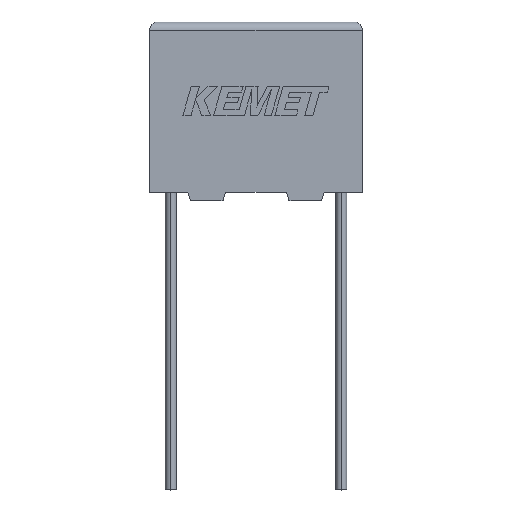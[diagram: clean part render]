
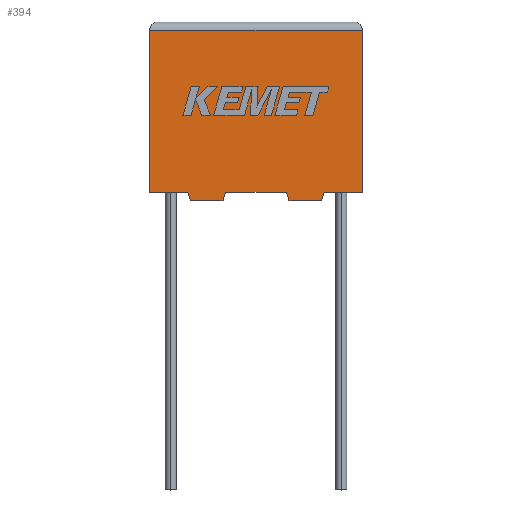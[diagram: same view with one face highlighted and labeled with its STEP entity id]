
A CAD part, top view. The second image highlights one B-rep face of the part: STEP entity #394.
In plain terms, the highlighted planar face has unit normal (0, 0, 1).
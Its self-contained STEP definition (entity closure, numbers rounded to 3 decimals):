
#83 = VERTEX_POINT ( 'NONE', #992 ) ;
#98 = VECTOR ( 'NONE', #723, 1000. ) ;
#142 = FACE_OUTER_BOUND ( 'NONE', #2907, .T. ) ;
#185 = CARTESIAN_POINT ( 'NONE',  ( 8.188, -0.5, 4.5 ) ) ;
#191 = VECTOR ( 'NONE', #646, 1000. ) ;
#192 = CARTESIAN_POINT ( 'NONE',  ( 2.25, 0., 4.5 ) ) ;
#252 = CARTESIAN_POINT ( 'NONE',  ( 8.037, 0., 4.5 ) ) ;
#313 = VECTOR ( 'NONE', #2982, 1000. ) ;
#332 = CARTESIAN_POINT ( 'NONE',  ( 0., 9.5, 4.5 ) ) ;
#371 = EDGE_CURVE ( 'NONE', #2597, #2711, #879, .T. ) ;
#382 = ORIENTED_EDGE ( 'NONE', *, *, #555, .T. ) ;
#394 = ADVANCED_FACE ( 'NONE', ( #142 ), #3114, .F. ) ;
#404 = VECTOR ( 'NONE', #1559, 1000. ) ;
#470 = LINE ( 'NONE', #1980, #313 ) ;
#504 = CARTESIAN_POINT ( 'NONE',  ( 10.1, -0.5, 4.5 ) ) ;
#510 = ORIENTED_EDGE ( 'NONE', *, *, #371, .T. ) ;
#555 = EDGE_CURVE ( 'NONE', #2711, #83, #764, .T. ) ;
#597 = VECTOR ( 'NONE', #2171, 1000. ) ;
#641 = EDGE_CURVE ( 'NONE', #2087, #737, #1107, .T. ) ;
#646 = DIRECTION ( 'NONE',  ( 1., 0., 0. ) ) ;
#661 = ORIENTED_EDGE ( 'NONE', *, *, #1815, .T. ) ;
#691 = DIRECTION ( 'NONE',  ( 1., 0., 0. ) ) ;
#701 = LINE ( 'NONE', #2008, #1369 ) ;
#723 = DIRECTION ( 'NONE',  ( 0., 1., 0. ) ) ;
#731 = EDGE_CURVE ( 'NONE', #1081, #1199, #1594, .T. ) ;
#736 = CARTESIAN_POINT ( 'NONE',  ( 4.313, -0.5, 4.5 ) ) ;
#737 = VERTEX_POINT ( 'NONE', #504 ) ;
#756 = CARTESIAN_POINT ( 'NONE',  ( 8.188, -0.5, 4.5 ) ) ;
#764 = LINE ( 'NONE', #192, #2033 ) ;
#778 = CARTESIAN_POINT ( 'NONE',  ( 4.463, 0., 4.5 ) ) ;
#828 = AXIS2_PLACEMENT_3D ( 'NONE', #842, #2606, #1358 ) ;
#842 = CARTESIAN_POINT ( 'NONE',  ( 0., 0., 4.5 ) ) ;
#879 = LINE ( 'NONE', #1337, #2434 ) ;
#891 = LINE ( 'NONE', #2693, #2837 ) ;
#910 = VECTOR ( 'NONE', #2011, 1000. ) ;
#930 = LINE ( 'NONE', #1640, #191 ) ;
#958 = VECTOR ( 'NONE', #1683, 1000. ) ;
#989 = CARTESIAN_POINT ( 'NONE',  ( 10.25, 0., 4.5 ) ) ;
#992 = CARTESIAN_POINT ( 'NONE',  ( 2.4, -0.5, 4.5 ) ) ;
#1062 = EDGE_CURVE ( 'NONE', #2549, #1199, #891, .T. ) ;
#1081 = VERTEX_POINT ( 'NONE', #185 ) ;
#1091 = LINE ( 'NONE', #1098, #597 ) ;
#1098 = CARTESIAN_POINT ( 'NONE',  ( 10.1, -0.5, 4.5 ) ) ;
#1107 = LINE ( 'NONE', #1719, #1670 ) ;
#1116 = CARTESIAN_POINT ( 'NONE',  ( 2.25, 0., 4.5 ) ) ;
#1160 = ORIENTED_EDGE ( 'NONE', *, *, #1062, .T. ) ;
#1164 = VERTEX_POINT ( 'NONE', #736 ) ;
#1199 = VERTEX_POINT ( 'NONE', #252 ) ;
#1212 = CARTESIAN_POINT ( 'NONE',  ( 12.5, 0., 4.5 ) ) ;
#1252 = DIRECTION ( 'NONE',  ( -0.287, -0.958, 0. ) ) ;
#1308 = ORIENTED_EDGE ( 'NONE', *, *, #2635, .F. ) ;
#1316 = LINE ( 'NONE', #3184, #958 ) ;
#1337 = CARTESIAN_POINT ( 'NONE',  ( 0., 0., 4.5 ) ) ;
#1344 = EDGE_CURVE ( 'NONE', #2578, #2597, #701, .T. ) ;
#1358 = DIRECTION ( 'NONE',  ( -1., 0., 0. ) ) ;
#1369 = VECTOR ( 'NONE', #2519, 1000. ) ;
#1559 = DIRECTION ( 'NONE',  ( -1., 0., 0. ) ) ;
#1594 = LINE ( 'NONE', #756, #910 ) ;
#1640 = CARTESIAN_POINT ( 'NONE',  ( 2.4, -0.5, 4.5 ) ) ;
#1643 = EDGE_CURVE ( 'NONE', #1164, #2549, #1316, .T. ) ;
#1670 = VECTOR ( 'NONE', #1252, 1000. ) ;
#1683 = DIRECTION ( 'NONE',  ( 0.287, 0.958, 0. ) ) ;
#1719 = CARTESIAN_POINT ( 'NONE',  ( 10.25, 0., 4.5 ) ) ;
#1734 = DIRECTION ( 'NONE',  ( 0.287, -0.958, 0. ) ) ;
#1815 = EDGE_CURVE ( 'NONE', #3247, #1911, #3132, .T. ) ;
#1911 = VERTEX_POINT ( 'NONE', #2026 ) ;
#1980 = CARTESIAN_POINT ( 'NONE',  ( 0., 0., 4.5 ) ) ;
#2008 = CARTESIAN_POINT ( 'NONE',  ( 0., 0., 4.5 ) ) ;
#2011 = DIRECTION ( 'NONE',  ( -0.287, 0.958, 0. ) ) ;
#2026 = CARTESIAN_POINT ( 'NONE',  ( 12.5, 9.5, 4.5 ) ) ;
#2033 = VECTOR ( 'NONE', #1734, 1000. ) ;
#2087 = VERTEX_POINT ( 'NONE', #989 ) ;
#2171 = DIRECTION ( 'NONE',  ( -1., 0., 0. ) ) ;
#2346 = CARTESIAN_POINT ( 'NONE',  ( 0., 0., 4.5 ) ) ;
#2434 = VECTOR ( 'NONE', #3129, 1000. ) ;
#2494 = ORIENTED_EDGE ( 'NONE', *, *, #3053, .T. ) ;
#2519 = DIRECTION ( 'NONE',  ( 0., -1., 0. ) ) ;
#2549 = VERTEX_POINT ( 'NONE', #778 ) ;
#2577 = CARTESIAN_POINT ( 'NONE',  ( 0., 9.5, 4.5 ) ) ;
#2578 = VERTEX_POINT ( 'NONE', #2577 ) ;
#2581 = ORIENTED_EDGE ( 'NONE', *, *, #731, .F. ) ;
#2596 = EDGE_CURVE ( 'NONE', #1911, #2578, #2847, .T. ) ;
#2597 = VERTEX_POINT ( 'NONE', #2346 ) ;
#2606 = DIRECTION ( 'NONE',  ( 0., 0., -1. ) ) ;
#2635 = EDGE_CURVE ( 'NONE', #737, #1081, #1091, .T. ) ;
#2636 = ORIENTED_EDGE ( 'NONE', *, *, #641, .F. ) ;
#2680 = ORIENTED_EDGE ( 'NONE', *, *, #2714, .T. ) ;
#2693 = CARTESIAN_POINT ( 'NONE',  ( 0., 0., 4.5 ) ) ;
#2711 = VERTEX_POINT ( 'NONE', #1116 ) ;
#2714 = EDGE_CURVE ( 'NONE', #83, #1164, #930, .T. ) ;
#2837 = VECTOR ( 'NONE', #691, 1000. ) ;
#2847 = LINE ( 'NONE', #332, #404 ) ;
#2893 = CARTESIAN_POINT ( 'NONE',  ( 12.5, 0., 4.5 ) ) ;
#2905 = ORIENTED_EDGE ( 'NONE', *, *, #1643, .T. ) ;
#2907 = EDGE_LOOP ( 'NONE', ( #661, #3187, #3137, #510, #382, #2680, #2905, #1160, #2581, #1308, #2636, #2494 ) ) ;
#2982 = DIRECTION ( 'NONE',  ( 1., 0., 0. ) ) ;
#3053 = EDGE_CURVE ( 'NONE', #2087, #3247, #470, .T. ) ;
#3114 = PLANE ( 'NONE',  #828 ) ;
#3129 = DIRECTION ( 'NONE',  ( 1., 0., 0. ) ) ;
#3132 = LINE ( 'NONE', #1212, #98 ) ;
#3137 = ORIENTED_EDGE ( 'NONE', *, *, #1344, .T. ) ;
#3184 = CARTESIAN_POINT ( 'NONE',  ( 4.313, -0.5, 4.5 ) ) ;
#3187 = ORIENTED_EDGE ( 'NONE', *, *, #2596, .T. ) ;
#3247 = VERTEX_POINT ( 'NONE', #2893 ) ;
